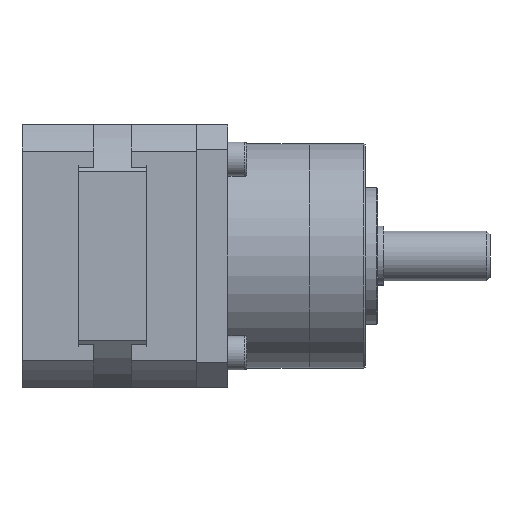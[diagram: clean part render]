
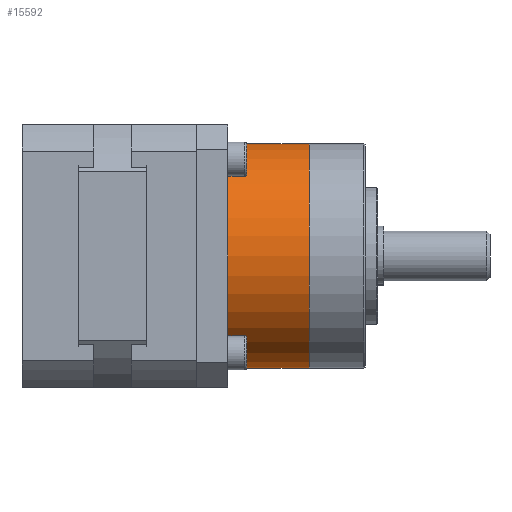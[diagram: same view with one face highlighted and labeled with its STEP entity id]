
A CAD part, left-side view. The second image highlights one B-rep face of the part: STEP entity #15592.
In plain terms, the highlighted cylindrical face has radius 18 mm (diameter 36 mm), a partial arc.
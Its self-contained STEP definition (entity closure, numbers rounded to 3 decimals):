
#38 = CARTESIAN_POINT ( 'NONE',  ( -18., 0., 13. ) ) ;
#671 = VERTEX_POINT ( 'NONE', #23896 ) ;
#1829 = ORIENTED_EDGE ( 'NONE', *, *, #22405, .F. ) ;
#2395 = EDGE_CURVE ( 'NONE', #21681, #2580, #12645, .T. ) ;
#2485 = EDGE_CURVE ( 'NONE', #671, #2580, #10238, .T. ) ;
#2580 = VERTEX_POINT ( 'NONE', #9700 ) ;
#3025 = CARTESIAN_POINT ( 'NONE',  ( 0., 0., 13. ) ) ;
#3639 = VERTEX_POINT ( 'NONE', #4431 ) ;
#4025 = ORIENTED_EDGE ( 'NONE', *, *, #15476, .T. ) ;
#4168 = CARTESIAN_POINT ( 'NONE',  ( 18., 0., 13. ) ) ;
#4431 = CARTESIAN_POINT ( 'NONE',  ( -18., 0., 13. ) ) ;
#4571 = VECTOR ( 'NONE', #23509, 1000. ) ;
#7427 = CARTESIAN_POINT ( 'NONE',  ( 0., 0., 0. ) ) ;
#9700 = CARTESIAN_POINT ( 'NONE',  ( 18., 0., 0. ) ) ;
#10238 = CIRCLE ( 'NONE', #24435, 18. ) ;
#11407 = CIRCLE ( 'NONE', #19913, 18. ) ;
#12315 = DIRECTION ( 'NONE',  ( 0., 0., 1. ) ) ;
#12645 = LINE ( 'NONE', #20390, #12680 ) ;
#12680 = VECTOR ( 'NONE', #18117, 1000. ) ;
#13330 = EDGE_LOOP ( 'NONE', ( #15700, #1829, #4025, #21222 ) ) ;
#15476 = EDGE_CURVE ( 'NONE', #3639, #671, #15770, .T. ) ;
#15592 = ADVANCED_FACE ( 'NONE', ( #19951 ), #20445, .T. ) ;
#15700 = ORIENTED_EDGE ( 'NONE', *, *, #2395, .F. ) ;
#15770 = LINE ( 'NONE', #38, #4571 ) ;
#15954 = AXIS2_PLACEMENT_3D ( 'NONE', #18176, #20324, #17918 ) ;
#16250 = DIRECTION ( 'NONE',  ( 1., 0., 0. ) ) ;
#17918 = DIRECTION ( 'NONE',  ( -1., 0., 0. ) ) ;
#18117 = DIRECTION ( 'NONE',  ( 0., 0., -1. ) ) ;
#18176 = CARTESIAN_POINT ( 'NONE',  ( 0., 0., 13. ) ) ;
#19000 = DIRECTION ( 'NONE',  ( 1., 0., 0. ) ) ;
#19913 = AXIS2_PLACEMENT_3D ( 'NONE', #3025, #12315, #16250 ) ;
#19951 = FACE_OUTER_BOUND ( 'NONE', #13330, .T. ) ;
#20324 = DIRECTION ( 'NONE',  ( 0., 0., -1. ) ) ;
#20390 = CARTESIAN_POINT ( 'NONE',  ( 18., 0., 13. ) ) ;
#20445 = CYLINDRICAL_SURFACE ( 'NONE', #15954, 18. ) ;
#21222 = ORIENTED_EDGE ( 'NONE', *, *, #2485, .T. ) ;
#21681 = VERTEX_POINT ( 'NONE', #4168 ) ;
#22405 = EDGE_CURVE ( 'NONE', #3639, #21681, #11407, .T. ) ;
#22671 = DIRECTION ( 'NONE',  ( 0., 0., 1. ) ) ;
#23509 = DIRECTION ( 'NONE',  ( 0., 0., -1. ) ) ;
#23896 = CARTESIAN_POINT ( 'NONE',  ( -18., 0., 0. ) ) ;
#24435 = AXIS2_PLACEMENT_3D ( 'NONE', #7427, #22671, #19000 ) ;
